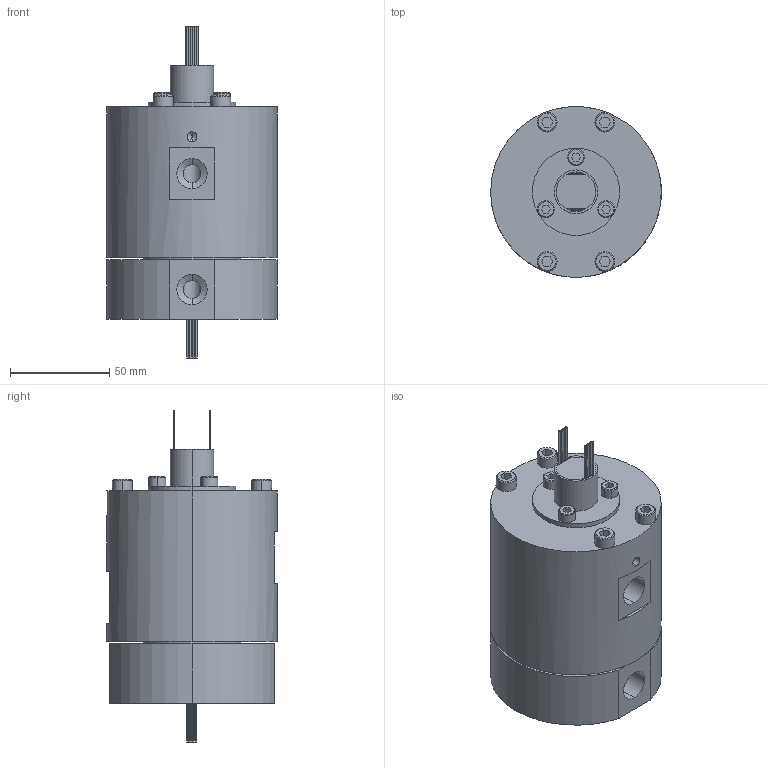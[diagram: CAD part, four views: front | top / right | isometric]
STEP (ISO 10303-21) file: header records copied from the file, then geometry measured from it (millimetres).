
FILE_DESCRIPTION (( 'STEP AP203' ), '1' );
FILE_NAME ('MK23S-S12.STEP', '2020-07-24T02:11:51', ( 'gongcheng1' ), ( '' ), 'SwSTEP 2.0', 'SolidWorks 2014', '' );
FILE_SCHEMA (( 'CONFIG_CONTROL_DESIGN' ));
Length unit declared in the file: millimetre
Products named in the file (1): MK23S-S12
Bounding box: 86 x 86 x 167.3 mm (x, y, z)
Volume: 607025.6 mm3; surface area: 60651.4 mm2
Topology: 1 solids, 1 shells, 254 faces, 573 edges, 358 vertices
Faces by surface type: cylinder 115, plane 105, cone 34
Entity records: 7222 total; most frequent: CARTESIAN_POINT 1346, DIRECTION 1291, ORIENTED_EDGE 1122, EDGE_CURVE 561, AXIS2_PLACEMENT_3D 495, VERTEX_POINT 358, EDGE_LOOP 307, VECTOR 301
